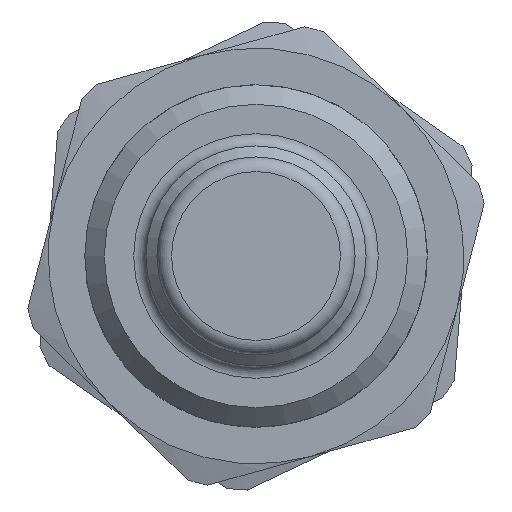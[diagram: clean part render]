
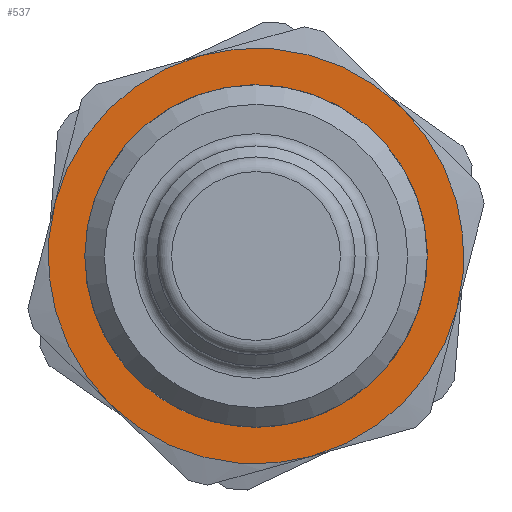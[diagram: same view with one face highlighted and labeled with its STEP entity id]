
A CAD part, left-side view. The second image highlights one B-rep face of the part: STEP entity #537.
In plain terms, the highlighted planar face has unit normal (-1, 0, 0).
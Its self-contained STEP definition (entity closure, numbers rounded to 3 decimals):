
#121=CARTESIAN_POINT('',(24.45,4.906,-4.994));
#122=VERTEX_POINT('',#121);
#123=CARTESIAN_POINT('',(24.45,0.0,0.0));
#124=DIRECTION('',(-1.0,0.0,0.0));
#125=DIRECTION('',(0.0,0.701,-0.713));
#126=AXIS2_PLACEMENT_3D('',#123,#124,#125);
#127=CIRCLE('',#126,7.);
#128=EDGE_CURVE('',#122,#122,#127,.T.);
#473=CARTESIAN_POINT('',(24.45,5.431,-5.529));
#474=DIRECTION('',(-1.0,0.0,0.0));
#475=DIRECTION('',(0.0,0.713,0.701));
#476=AXIS2_PLACEMENT_3D('',#473,#474,#475);
#477=PLANE('',#476);
#478=CARTESIAN_POINT('',(24.45,5.957,-6.064));
#479=VERTEX_POINT('',#478);
#480=CARTESIAN_POINT('',(24.45,-2.273,-8.19));
#481=VERTEX_POINT('',#480);
#482=CARTESIAN_POINT('',(24.45,0.0,0.0));
#483=DIRECTION('',(-1.0,0.0,0.0));
#484=DIRECTION('',(0.0,0.701,-0.713));
#485=AXIS2_PLACEMENT_3D('',#482,#483,#484);
#486=CIRCLE('',#485,8.5);
#487=EDGE_CURVE('',#479,#481,#486,.T.);
#488=ORIENTED_EDGE('',*,*,#487,.T.);
#489=CARTESIAN_POINT('',(24.45,-8.23,-2.127));
#490=VERTEX_POINT('',#489);
#491=CARTESIAN_POINT('',(24.45,0.0,0.0));
#492=DIRECTION('',(-1.0,0.0,0.0));
#493=DIRECTION('',(0.0,0.701,-0.713));
#494=AXIS2_PLACEMENT_3D('',#491,#492,#493);
#495=CIRCLE('',#494,8.5);
#496=EDGE_CURVE('',#481,#490,#495,.T.);
#497=ORIENTED_EDGE('',*,*,#496,.T.);
#498=CARTESIAN_POINT('',(24.45,-5.957,6.064));
#499=VERTEX_POINT('',#498);
#500=CARTESIAN_POINT('',(24.45,0.0,0.0));
#501=DIRECTION('',(-1.0,0.0,0.0));
#502=DIRECTION('',(0.0,0.701,-0.713));
#503=AXIS2_PLACEMENT_3D('',#500,#501,#502);
#504=CIRCLE('',#503,8.5);
#505=EDGE_CURVE('',#490,#499,#504,.T.);
#506=ORIENTED_EDGE('',*,*,#505,.T.);
#507=CARTESIAN_POINT('',(24.45,2.273,8.19));
#508=VERTEX_POINT('',#507);
#509=CARTESIAN_POINT('',(24.45,0.0,0.0));
#510=DIRECTION('',(-1.0,0.0,0.0));
#511=DIRECTION('',(0.0,0.701,-0.713));
#512=AXIS2_PLACEMENT_3D('',#509,#510,#511);
#513=CIRCLE('',#512,8.5);
#514=EDGE_CURVE('',#499,#508,#513,.T.);
#515=ORIENTED_EDGE('',*,*,#514,.T.);
#516=CARTESIAN_POINT('',(24.45,8.23,2.127));
#517=VERTEX_POINT('',#516);
#518=CARTESIAN_POINT('',(24.45,0.0,0.0));
#519=DIRECTION('',(-1.0,0.0,0.0));
#520=DIRECTION('',(0.0,0.701,-0.713));
#521=AXIS2_PLACEMENT_3D('',#518,#519,#520);
#522=CIRCLE('',#521,8.5);
#523=EDGE_CURVE('',#508,#517,#522,.T.);
#524=ORIENTED_EDGE('',*,*,#523,.T.);
#525=CARTESIAN_POINT('',(24.45,0.0,0.0));
#526=DIRECTION('',(-1.0,0.0,0.0));
#527=DIRECTION('',(0.0,0.701,-0.713));
#528=AXIS2_PLACEMENT_3D('',#525,#526,#527);
#529=CIRCLE('',#528,8.5);
#530=EDGE_CURVE('',#517,#479,#529,.T.);
#531=ORIENTED_EDGE('',*,*,#530,.T.);
#532=EDGE_LOOP('',(#488,#497,#506,#515,#524,#531));
#533=FACE_OUTER_BOUND('',#532,.T.);
#534=ORIENTED_EDGE('',*,*,#128,.F.);
#535=EDGE_LOOP('',(#534));
#536=FACE_BOUND('',#535,.T.);
#537=ADVANCED_FACE('',(#533,#536),#477,.T.);
